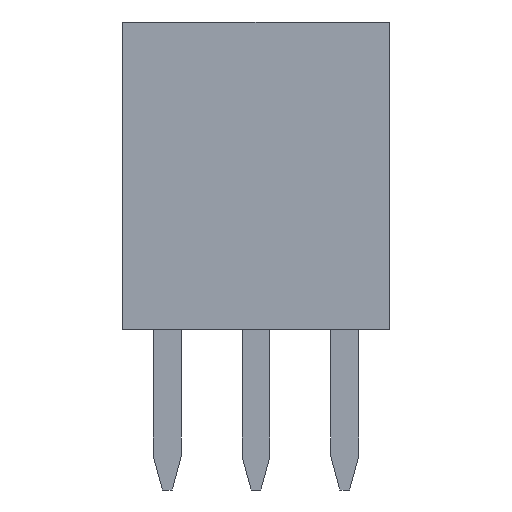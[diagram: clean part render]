
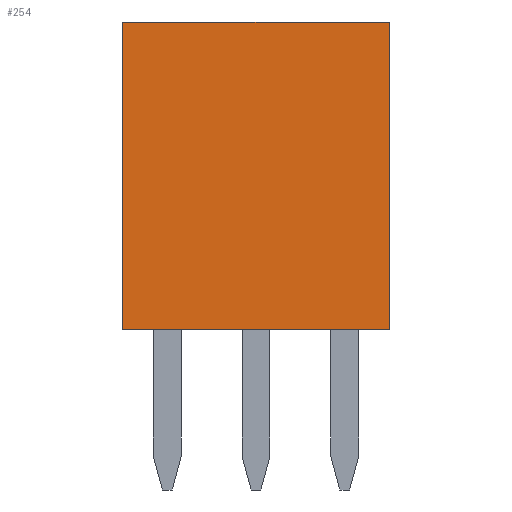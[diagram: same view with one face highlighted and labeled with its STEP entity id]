
A CAD part, front view. The second image highlights one B-rep face of the part: STEP entity #254.
In plain terms, the highlighted planar face has unit normal (0, -1, 0).
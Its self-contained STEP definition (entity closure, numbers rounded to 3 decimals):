
#254=ADVANCED_FACE('',(#1986),#1988,.T.);
#1986=FACE_BOUND('',#1987,.T.);
#1987=EDGE_LOOP('',(#3351,#3352,#3353,#3354));
#1988=PLANE('',#1989);
#1989=AXIS2_PLACEMENT_3D('',#1990,#1991,#1992);
#1990=CARTESIAN_POINT('',(-0.635,-0.9,0.));
#1991=DIRECTION('',(0.,-1.,0.));
#1992=DIRECTION('',(1.,0.,0.));
#3351=ORIENTED_EDGE('',*,*,#4302,.T.);
#3352=ORIENTED_EDGE('',*,*,#4332,.T.);
#3353=ORIENTED_EDGE('',*,*,#4333,.F.);
#3354=ORIENTED_EDGE('',*,*,#4307,.F.);
#4302=EDGE_CURVE('',#4851,#4849,#4852,.T.);
#4307=EDGE_CURVE('',#4851,#4859,#4860,.T.);
#4332=EDGE_CURVE('',#4849,#4898,#4900,.T.);
#4333=EDGE_CURVE('',#4859,#4898,#4901,.T.);
#4849=VERTEX_POINT('',#5769);
#4851=VERTEX_POINT('',#5773);
#4852=LINE('',#5774,#5775);
#4859=VERTEX_POINT('',#5791);
#4860=LINE('',#5792,#5793);
#4898=VERTEX_POINT('',#5878);
#4900=LINE('',#5882,#5883);
#4901=LINE('',#5885,#5886);
#5769=CARTESIAN_POINT('',(3.175,-0.9,0.));
#5773=CARTESIAN_POINT('',(-0.635,-0.9,0.));
#5774=CARTESIAN_POINT('',(-0.635,-0.9,0.));
#5775=VECTOR('',#5776,1.);
#5776=DIRECTION('',(1.,0.,0.));
#5791=CARTESIAN_POINT('',(-0.635,-0.9,4.4));
#5792=CARTESIAN_POINT('',(-0.635,-0.9,0.));
#5793=VECTOR('',#5794,1.);
#5794=DIRECTION('',(0.,0.,1.));
#5878=CARTESIAN_POINT('',(3.175,-0.9,4.4));
#5882=CARTESIAN_POINT('',(3.175,-0.9,0.));
#5883=VECTOR('',#5884,1.);
#5884=DIRECTION('',(0.,0.,1.));
#5885=CARTESIAN_POINT('',(-0.635,-0.9,4.4));
#5886=VECTOR('',#5887,1.);
#5887=DIRECTION('',(1.,0.,0.));
